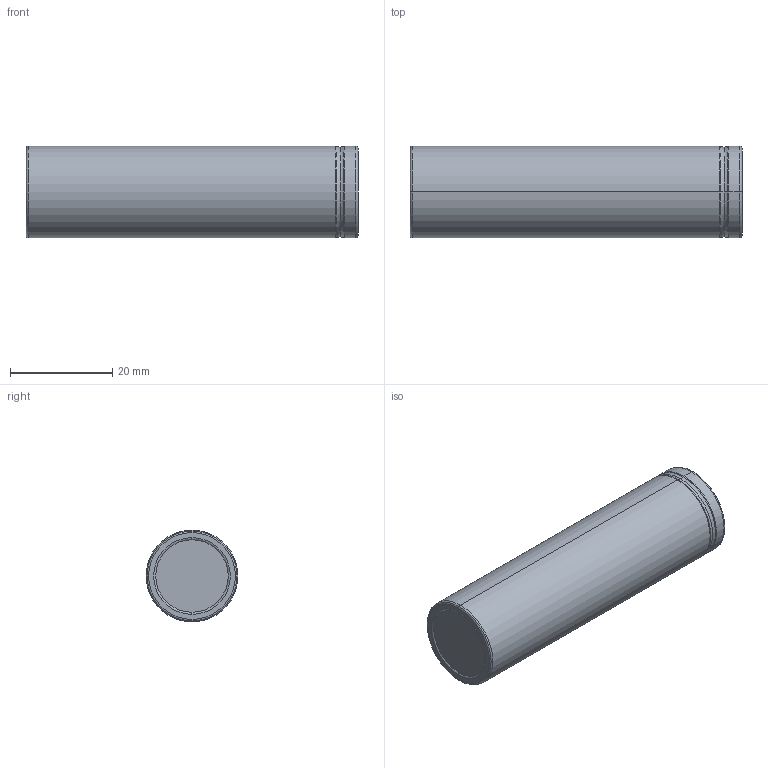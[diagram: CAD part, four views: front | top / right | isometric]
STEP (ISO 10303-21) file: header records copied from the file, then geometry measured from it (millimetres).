
FILE_DESCRIPTION (( 'STEP AP214' ), '1' );
FILE_NAME ('18650 battery.STEP', '2021-01-17T23:01:04', ( '' ), ( '' ), 'SwSTEP 2.0', 'SolidWorks 2018', '' );
FILE_SCHEMA (( 'AUTOMOTIVE_DESIGN' ));
Length unit declared in the file: millimetre
Products named in the file (5): battery terminal +; battery case; battery washer; battery terminal -; 18650 battery
Assembly tree (4 placements, depth 2):
  18650 battery
    battery terminal -
    battery washer
    battery case
    battery terminal +
Bounding box: 65 x 18 x 18 mm (x, y, z)
Volume: 888 mm3; surface area: 9000 mm2
Topology: 4 solids, 4 shells, 87 faces, 209 edges, 128 vertices
Faces by surface type: cylinder 35, torus 34, plane 18
Entity records: 2845 total; most frequent: DIRECTION 527, CARTESIAN_POINT 510, ORIENTED_EDGE 418, AXIS2_PLACEMENT_3D 237, EDGE_CURVE 209, CIRCLE 143, VERTEX_POINT 128, EDGE_LOOP 95
